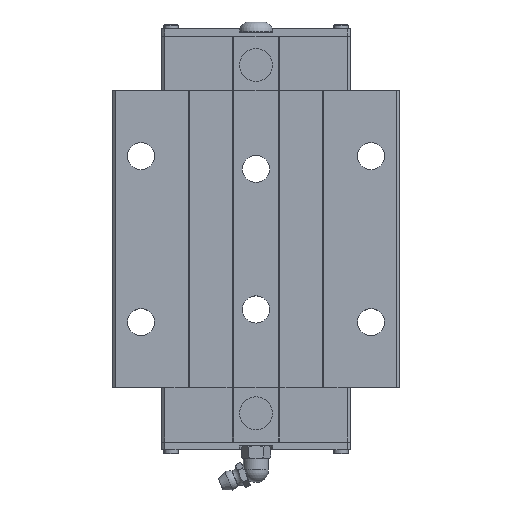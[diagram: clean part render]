
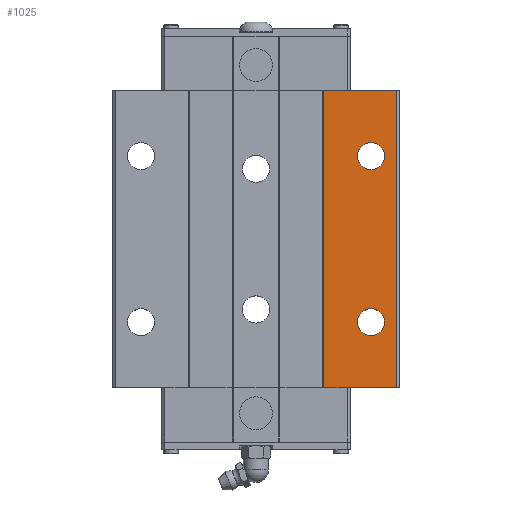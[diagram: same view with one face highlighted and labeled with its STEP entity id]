
A CAD part, top view. The second image highlights one B-rep face of the part: STEP entity #1025.
In plain terms, the highlighted planar face has unit normal (0, 0, 1).
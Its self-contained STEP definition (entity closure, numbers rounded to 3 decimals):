
#1025=ADVANCED_FACE('',(#2134,#2135,#2136),#2137,.T.);
#2134=FACE_OUTER_BOUND('',#3320,.T.);
#2135=FACE_BOUND('',#3321,.T.);
#2136=FACE_BOUND('',#3322,.T.);
#2137=PLANE('',#3323);
#3320=EDGE_LOOP('',(#6482,#6483,#6484,#6485));
#3321=EDGE_LOOP('',(#6486,#6487));
#3322=EDGE_LOOP('',(#6488,#6489));
#3323=AXIS2_PLACEMENT_3D('',#6490,#6491,#6492);
#6482=ORIENTED_EDGE('',*,*,#8254,.T.);
#6483=ORIENTED_EDGE('',*,*,#8177,.T.);
#6484=ORIENTED_EDGE('',*,*,#8260,.F.);
#6485=ORIENTED_EDGE('',*,*,#8235,.F.);
#6486=ORIENTED_EDGE('',*,*,#7093,.T.);
#6487=ORIENTED_EDGE('',*,*,#8261,.T.);
#6488=ORIENTED_EDGE('',*,*,#7088,.T.);
#6489=ORIENTED_EDGE('',*,*,#8262,.T.);
#6490=CARTESIAN_POINT('',(0.0,112.401,42.0));
#6491=DIRECTION('',(0.0,0.0,1.0));
#6492=DIRECTION('',(-1.0,0.0,-0.0));
#7088=EDGE_CURVE('',#8482,#8488,#8490,.T.);
#7093=EDGE_CURVE('',#8493,#8497,#8499,.T.);
#8177=EDGE_CURVE('',#10112,#10110,#10113,.T.);
#8235=EDGE_CURVE('',#10208,#10210,#10211,.T.);
#8254=EDGE_CURVE('',#10208,#10112,#10234,.T.);
#8260=EDGE_CURVE('',#10210,#10110,#10240,.T.);
#8261=EDGE_CURVE('',#8497,#8493,#10241,.T.);
#8262=EDGE_CURVE('',#8488,#8482,#10242,.T.);
#8482=VERTEX_POINT('',#10525);
#8488=VERTEX_POINT('',#10532);
#8490=CIRCLE('',#10535,4.25);
#8493=VERTEX_POINT('',#10538);
#8497=VERTEX_POINT('',#10543);
#8499=CIRCLE('',#10546,4.25);
#10110=VERTEX_POINT('',#13261);
#10112=VERTEX_POINT('',#13264);
#10113=LINE('',#13265,#13266);
#10208=VERTEX_POINT('',#13406);
#10210=VERTEX_POINT('',#13409);
#10211=LINE('',#13410,#13411);
#10234=LINE('',#13446,#13447);
#10240=LINE('',#13455,#13456);
#10241=CIRCLE('',#13457,4.25);
#10242=CIRCLE('',#13458,4.25);
#10525=CARTESIAN_POINT('',(40.25,39.901,42.0));
#10532=CARTESIAN_POINT('',(31.75,39.901,42.0));
#10535=AXIS2_PLACEMENT_3D('',#13796,#13797,#13798);
#10538=CARTESIAN_POINT('',(40.25,91.901,42.0));
#10543=CARTESIAN_POINT('',(31.75,91.901,42.0));
#10546=AXIS2_PLACEMENT_3D('',#13804,#13805,#13806);
#13261=CARTESIAN_POINT('',(44.0,19.401,42.0));
#13264=CARTESIAN_POINT('',(21.25,19.401,42.0));
#13265=CARTESIAN_POINT('',(-44.0,19.401,42.0));
#13266=VECTOR('',#14980,1.0);
#13406=CARTESIAN_POINT('',(21.25,112.401,42.0));
#13409=CARTESIAN_POINT('',(44.0,112.401,42.0));
#13410=CARTESIAN_POINT('',(-44.0,112.401,42.0));
#13411=VECTOR('',#15039,1.0);
#13446=CARTESIAN_POINT('',(21.25,135.651,42.0));
#13447=VECTOR('',#15052,1.0);
#13455=CARTESIAN_POINT('',(44.0,112.401,42.0));
#13456=VECTOR('',#15055,1.0);
#13457=AXIS2_PLACEMENT_3D('',#15056,#15057,#15058);
#13458=AXIS2_PLACEMENT_3D('',#15059,#15060,#15061);
#13796=CARTESIAN_POINT('',(36.0,39.901,42.0));
#13797=DIRECTION('',(0.0,0.0,-1.0));
#13798=DIRECTION('',(1.0,0.0,0.0));
#13804=CARTESIAN_POINT('',(36.0,91.901,42.0));
#13805=DIRECTION('',(0.0,0.0,-1.0));
#13806=DIRECTION('',(1.0,0.0,0.0));
#14980=DIRECTION('',(1.0,0.0,0.0));
#15039=DIRECTION('',(1.0,0.0,0.0));
#15052=DIRECTION('',(0.0,-1.0,0.0));
#15055=DIRECTION('',(0.0,-1.0,0.0));
#15056=CARTESIAN_POINT('',(36.0,91.901,42.0));
#15057=DIRECTION('',(0.0,0.0,-1.0));
#15058=DIRECTION('',(1.0,0.0,0.0));
#15059=CARTESIAN_POINT('',(36.0,39.901,42.0));
#15060=DIRECTION('',(0.0,0.0,-1.0));
#15061=DIRECTION('',(1.0,0.0,0.0));
